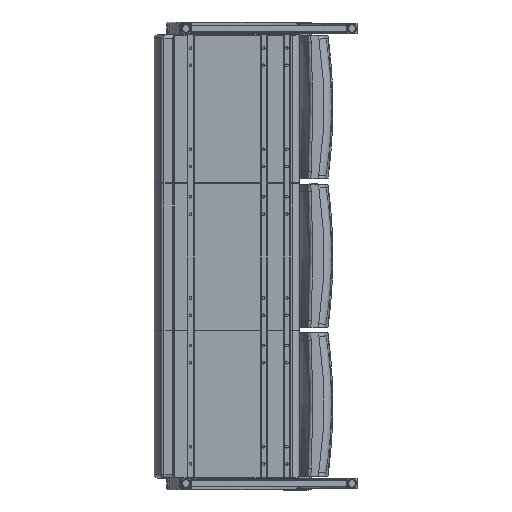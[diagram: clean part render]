
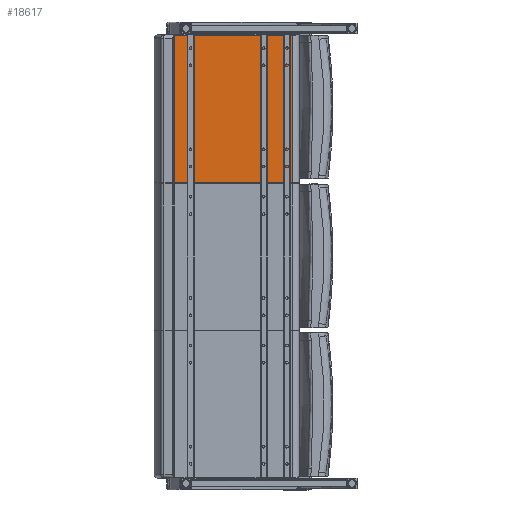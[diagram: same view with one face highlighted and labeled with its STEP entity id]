
A CAD part, front view. The second image highlights one B-rep face of the part: STEP entity #18617.
In plain terms, the highlighted face is planar.
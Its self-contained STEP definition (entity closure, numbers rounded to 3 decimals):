
#2310=LINE('',#44679,#3307);
#2317=LINE('',#44700,#3314);
#2323=LINE('',#44724,#3320);
#2324=LINE('',#44725,#3321);
#3307=VECTOR('',#25180,0.394);
#3314=VECTOR('',#25205,0.394);
#3320=VECTOR('',#25235,0.394);
#3321=VECTOR('',#25236,0.394);
#3741=PLANE('',#20726);
#5072=FACE_OUTER_BOUND('',#6452,.T.);
#6452=EDGE_LOOP('',(#16173,#16174,#16175,#16176));
#9004=VERTEX_POINT('',#44640);
#9010=VERTEX_POINT('',#44668);
#9015=VERTEX_POINT('',#44699);
#9021=VERTEX_POINT('',#44723);
#11446=EDGE_CURVE('',#9010,#9004,#2310,.T.);
#11456=EDGE_CURVE('',#9015,#9004,#2317,.T.);
#11468=EDGE_CURVE('',#9021,#9010,#2323,.T.);
#11469=EDGE_CURVE('',#9015,#9021,#2324,.T.);
#16173=ORIENTED_EDGE('',*,*,#11446,.F.);
#16174=ORIENTED_EDGE('',*,*,#11468,.F.);
#16175=ORIENTED_EDGE('',*,*,#11469,.F.);
#16176=ORIENTED_EDGE('',*,*,#11456,.T.);
#18617=ADVANCED_FACE('',(#5072),#3741,.T.);
#20726=AXIS2_PLACEMENT_3D('',#44722,#25233,#25234);
#25180=DIRECTION('',(1.,0.,0.));
#25205=DIRECTION('',(0.,0.,1.));
#25233=DIRECTION('center_axis',(0.,-1.,0.));
#25234=DIRECTION('ref_axis',(1.,0.,0.));
#25235=DIRECTION('',(0.,0.,1.));
#25236=DIRECTION('',(-1.,0.,0.));
#44640=CARTESIAN_POINT('',(4.791,0.797,21.132));
#44668=CARTESIAN_POINT('',(-12.083,0.797,21.132));
#44679=CARTESIAN_POINT('',(-9.146,0.797,21.132));
#44699=CARTESIAN_POINT('',(4.791,0.797,0.062));
#44700=CARTESIAN_POINT('',(4.791,0.797,0.));
#44722=CARTESIAN_POINT('Origin',(-12.083,0.797,0.));
#44723=CARTESIAN_POINT('',(-12.083,0.797,0.062));
#44724=CARTESIAN_POINT('',(-12.083,0.797,0.));
#44725=CARTESIAN_POINT('',(-8.426,0.797,0.062));
